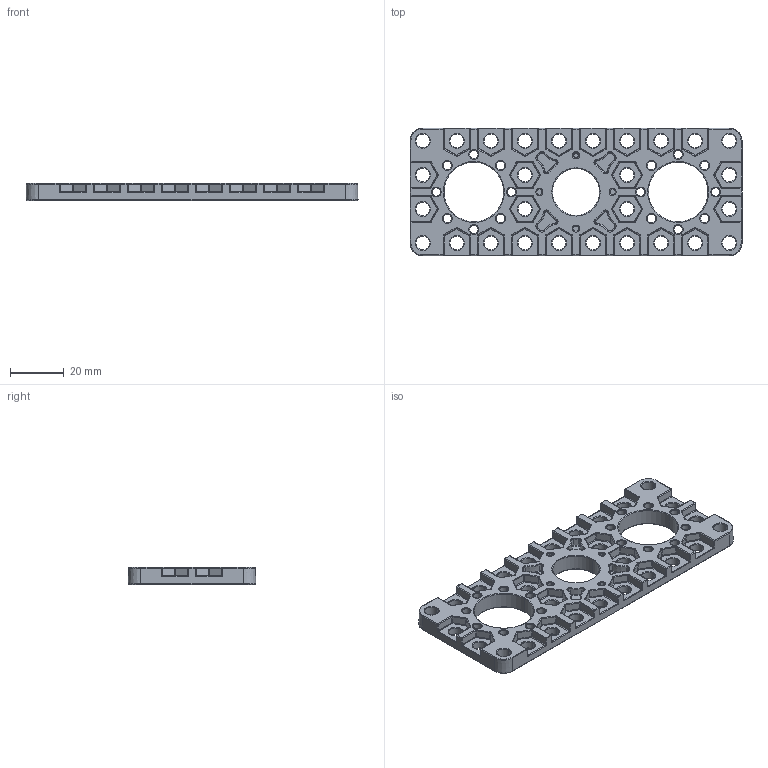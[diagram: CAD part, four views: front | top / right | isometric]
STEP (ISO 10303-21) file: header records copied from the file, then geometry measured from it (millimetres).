
FILE_DESCRIPTION (( 'STEP AP214' ), '1' );
FILE_NAME ('am-5045 Robits Double Motor Pass Through Plate.STEP', '2024-12-03T14:41:33', ( '' ), ( '' ), 'SwSTEP 2.0', 'SolidWorks 2024', '' );
FILE_SCHEMA (( 'AUTOMOTIVE_DESIGN' ));
Length unit declared in the file: inch
Products named in the file (1): am-5045 Robits Double Motor Pass Through Plate
Bounding box: 123.82 x 47.62 x 6.35 mm (x, y, z)
Volume: 20918 mm3; surface area: 15687 mm2
Topology: 1 solids, 1 shells, 1263 faces, 2902 edges, 1653 vertices
Faces by surface type: torus 491, cylinder 398, cone 152, plane 142, sphere 40, bspline 40
Entity records: 36379 total; most frequent: DIRECTION 7158, CARTESIAN_POINT 6739, ORIENTED_EDGE 5804, AXIS2_PLACEMENT_3D 3112, EDGE_CURVE 2902, CIRCLE 1888, VERTEX_POINT 1653, EDGE_LOOP 1369
